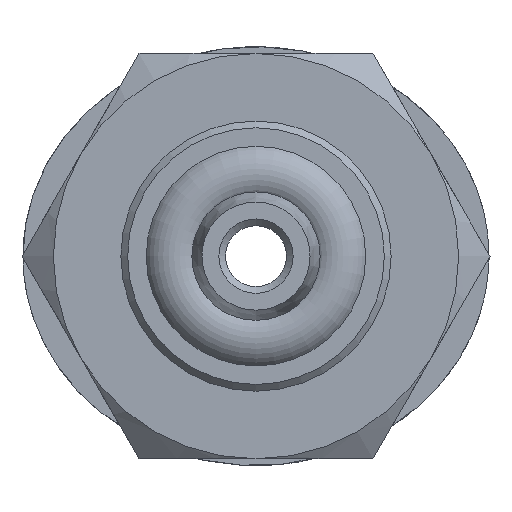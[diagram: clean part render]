
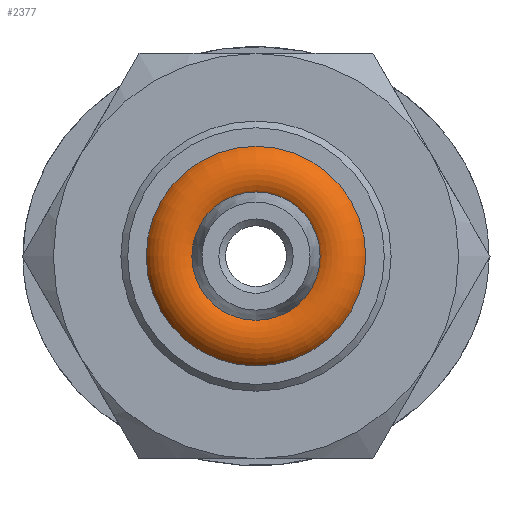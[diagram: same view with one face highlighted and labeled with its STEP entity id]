
A CAD part, front view. The second image highlights one B-rep face of the part: STEP entity #2377.
In plain terms, the highlighted toroidal (fillet/blend) face has major radius 2.425 mm and minor radius 0.965 mm.
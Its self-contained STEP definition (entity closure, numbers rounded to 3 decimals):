
#2311 = CYLINDRICAL_SURFACE('',#2312,1.6);
#2312 = AXIS2_PLACEMENT_3D('',#2313,#2314,#2315);
#2313 = CARTESIAN_POINT('',(0.,0.,0.));
#2314 = DIRECTION('',(-0.,-1.,-0.));
#2315 = DIRECTION('',(0.,0.,-1.));
#2329 = VERTEX_POINT('',#2330);
#2330 = CARTESIAN_POINT('',(0.,4.5,-1.6));
#2350 = EDGE_CURVE('',#2329,#2329,#2351,.T.);
#2351 = SURFACE_CURVE('',#2352,(#2357,#2364),.PCURVE_S1.);
#2352 = CIRCLE('',#2353,1.6);
#2353 = AXIS2_PLACEMENT_3D('',#2354,#2355,#2356);
#2354 = CARTESIAN_POINT('',(0.,4.5,0.));
#2355 = DIRECTION('',(0.,-1.,0.));
#2356 = DIRECTION('',(0.,0.,-1.));
#2357 = PCURVE('',#2311,#2358);
#2358 = DEFINITIONAL_REPRESENTATION('',(#2359),#2363);
#2359 = LINE('',#2360,#2361);
#2360 = CARTESIAN_POINT('',(0.,-4.5));
#2361 = VECTOR('',#2362,1.);
#2362 = DIRECTION('',(1.,0.));
#2363 = ( GEOMETRIC_REPRESENTATION_CONTEXT(2) 
PARAMETRIC_REPRESENTATION_CONTEXT() REPRESENTATION_CONTEXT('2D SPACE',''
  ) );
#2364 = PCURVE('',#2365,#2370);
#2365 = TOROIDAL_SURFACE('',#2366,2.425,0.965);
#2366 = AXIS2_PLACEMENT_3D('',#2367,#2368,#2369);
#2367 = CARTESIAN_POINT('',(0.,5.,0.));
#2368 = DIRECTION('',(-0.,-1.,-0.));
#2369 = DIRECTION('',(0.,0.,-1.));
#2370 = DEFINITIONAL_REPRESENTATION('',(#2371),#2375);
#2371 = LINE('',#2372,#2373);
#2372 = CARTESIAN_POINT('',(0.,2.597));
#2373 = VECTOR('',#2374,1.);
#2374 = DIRECTION('',(1.,0.));
#2375 = ( GEOMETRIC_REPRESENTATION_CONTEXT(2) 
PARAMETRIC_REPRESENTATION_CONTEXT() REPRESENTATION_CONTEXT('2D SPACE',''
  ) );
#2377 = ADVANCED_FACE('',(#2378),#2365,.T.);
#2378 = FACE_BOUND('',#2379,.T.);
#2379 = EDGE_LOOP('',(#2380,#2381,#2408,#2439));
#2380 = ORIENTED_EDGE('',*,*,#2350,.F.);
#2381 = ORIENTED_EDGE('',*,*,#2382,.F.);
#2382 = EDGE_CURVE('',#2383,#2329,#2385,.T.);
#2383 = VERTEX_POINT('',#2384);
#2384 = CARTESIAN_POINT('',(0.,4.5,-3.25));
#2385 = SEAM_CURVE('',#2386,(#2394,#2401),.PCURVE_S1.);
#2386 = ( BOUNDED_CURVE() B_SPLINE_CURVE(6,(#2387,#2388,#2389,#2390,
#2391,#2392,#2393),.UNSPECIFIED.,.F.,.F.) B_SPLINE_CURVE_WITH_KNOTS((7,7
),(0.545,2.597),.PIECEWISE_BEZIER_KNOTS.) CURVE() 
GEOMETRIC_REPRESENTATION_ITEM() RATIONAL_B_SPLINE_CURVE((1.054,
    1.017,0.996,0.99,0.996,
1.017,1.054)) REPRESENTATION_ITEM('') );
#2387 = CARTESIAN_POINT('',(0.,4.5,-3.25));
#2388 = CARTESIAN_POINT('',(0.,4.207,
    -3.073));
#2389 = CARTESIAN_POINT('',(0.,4.003,
    -2.781));
#2390 = CARTESIAN_POINT('',(0.,3.929,-2.425));
#2391 = CARTESIAN_POINT('',(0.,4.003,
    -2.069));
#2392 = CARTESIAN_POINT('',(0.,4.207,
    -1.777));
#2393 = CARTESIAN_POINT('',(0.,4.5,-1.6));
#2394 = PCURVE('',#2365,#2395);
#2395 = DEFINITIONAL_REPRESENTATION('',(#2396),#2400);
#2396 = LINE('',#2397,#2398);
#2397 = CARTESIAN_POINT('',(0.,0.));
#2398 = VECTOR('',#2399,1.);
#2399 = DIRECTION('',(0.,1.));
#2400 = ( GEOMETRIC_REPRESENTATION_CONTEXT(2) 
PARAMETRIC_REPRESENTATION_CONTEXT() REPRESENTATION_CONTEXT('2D SPACE',''
  ) );
#2401 = PCURVE('',#2365,#2402);
#2402 = DEFINITIONAL_REPRESENTATION('',(#2403),#2407);
#2403 = LINE('',#2404,#2405);
#2404 = CARTESIAN_POINT('',(6.283,0.));
#2405 = VECTOR('',#2406,1.);
#2406 = DIRECTION('',(0.,1.));
#2407 = ( GEOMETRIC_REPRESENTATION_CONTEXT(2) 
PARAMETRIC_REPRESENTATION_CONTEXT() REPRESENTATION_CONTEXT('2D SPACE',''
  ) );
#2408 = ORIENTED_EDGE('',*,*,#2409,.T.);
#2409 = EDGE_CURVE('',#2383,#2383,#2410,.T.);
#2410 = SURFACE_CURVE('',#2411,(#2416,#2423),.PCURVE_S1.);
#2411 = CIRCLE('',#2412,3.25);
#2412 = AXIS2_PLACEMENT_3D('',#2413,#2414,#2415);
#2413 = CARTESIAN_POINT('',(0.,4.5,0.));
#2414 = DIRECTION('',(0.,-1.,0.));
#2415 = DIRECTION('',(0.,0.,-1.));
#2416 = PCURVE('',#2365,#2417);
#2417 = DEFINITIONAL_REPRESENTATION('',(#2418),#2422);
#2418 = LINE('',#2419,#2420);
#2419 = CARTESIAN_POINT('',(0.,0.545));
#2420 = VECTOR('',#2421,1.);
#2421 = DIRECTION('',(1.,0.));
#2422 = ( GEOMETRIC_REPRESENTATION_CONTEXT(2) 
PARAMETRIC_REPRESENTATION_CONTEXT() REPRESENTATION_CONTEXT('2D SPACE',''
  ) );
#2423 = PCURVE('',#2424,#2429);
#2424 = PLANE('',#2425);
#2425 = AXIS2_PLACEMENT_3D('',#2426,#2427,#2428);
#2426 = CARTESIAN_POINT('',(-3.8,4.5,0.));
#2427 = DIRECTION('',(0.,1.,0.));
#2428 = DIRECTION('',(0.,-0.,1.));
#2429 = DEFINITIONAL_REPRESENTATION('',(#2430),#2438);
#2430 = ( BOUNDED_CURVE() B_SPLINE_CURVE(2,(#2431,#2432,#2433,#2434,
#2435,#2436,#2437),.UNSPECIFIED.,.T.,.F.) B_SPLINE_CURVE_WITH_KNOTS((1,2
    ,2,2,2,1),(-2.094,0.,2.094,4.189,
6.283,8.378),.UNSPECIFIED.) CURVE() 
GEOMETRIC_REPRESENTATION_ITEM() RATIONAL_B_SPLINE_CURVE((1.,0.5,1.,0.5,
1.,0.5,1.)) REPRESENTATION_ITEM('') );
#2431 = CARTESIAN_POINT('',(-3.25,3.8));
#2432 = CARTESIAN_POINT('',(-3.25,9.429));
#2433 = CARTESIAN_POINT('',(1.625,6.615));
#2434 = CARTESIAN_POINT('',(6.5,3.8));
#2435 = CARTESIAN_POINT('',(1.625,0.985));
#2436 = CARTESIAN_POINT('',(-3.25,-1.829));
#2437 = CARTESIAN_POINT('',(-3.25,3.8));
#2438 = ( GEOMETRIC_REPRESENTATION_CONTEXT(2) 
PARAMETRIC_REPRESENTATION_CONTEXT() REPRESENTATION_CONTEXT('2D SPACE',''
  ) );
#2439 = ORIENTED_EDGE('',*,*,#2382,.T.);
